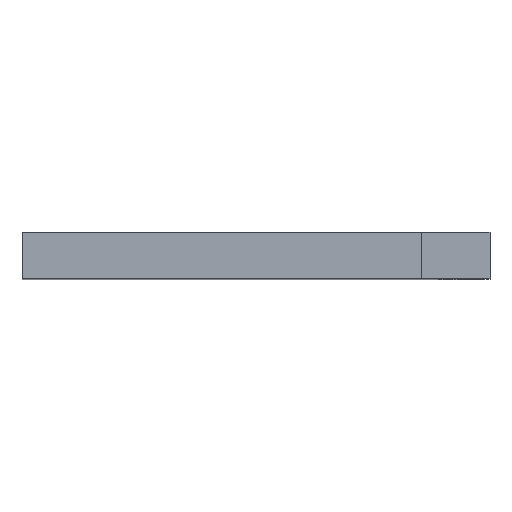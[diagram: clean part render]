
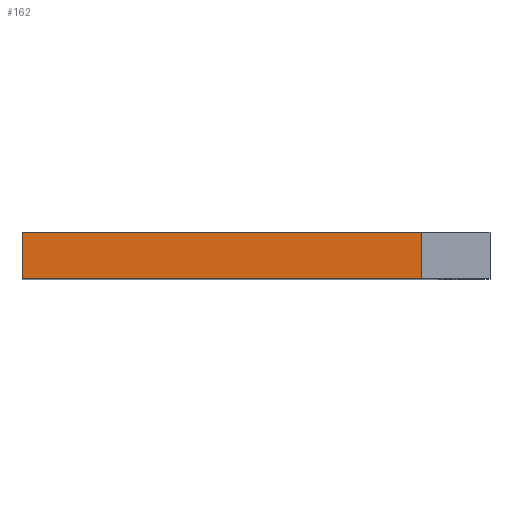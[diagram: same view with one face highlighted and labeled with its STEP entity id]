
A CAD part, top view. The second image highlights one B-rep face of the part: STEP entity #162.
In plain terms, the highlighted planar face has unit normal (0, 0, 1).
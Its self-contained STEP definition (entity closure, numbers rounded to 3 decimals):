
#58 = VERTEX_POINT ( 'NONE', #269 ) ;
#62 = EDGE_CURVE ( 'NONE', #148, #58, #272, .T. ) ;
#72 = VERTEX_POINT ( 'NONE', #411 ) ;
#78 = VERTEX_POINT ( 'NONE', #294 ) ;
#86 = VECTOR ( 'NONE', #432, 1000. ) ;
#120 = EDGE_LOOP ( 'NONE', ( #342, #263, #548, #565 ) ) ;
#127 = EDGE_CURVE ( 'NONE', #72, #78, #658, .T. ) ;
#134 = EDGE_CURVE ( 'NONE', #78, #58, #648, .T. ) ;
#148 = VERTEX_POINT ( 'NONE', #434 ) ;
#162 = ADVANCED_FACE ( 'NONE', ( #335 ), #381, .T. ) ;
#243 = CARTESIAN_POINT ( 'NONE',  ( 0., 4., 0. ) ) ;
#257 = DIRECTION ( 'NONE',  ( 1., 0., 0. ) ) ;
#258 = DIRECTION ( 'NONE',  ( 0., 0., 1. ) ) ;
#263 = ORIENTED_EDGE ( 'NONE', *, *, #127, .F. ) ;
#269 = CARTESIAN_POINT ( 'NONE',  ( 0., 0., 0. ) ) ;
#270 = CARTESIAN_POINT ( 'NONE',  ( 0., 4., 0. ) ) ;
#272 = LINE ( 'NONE', #243, #469 ) ;
#294 = CARTESIAN_POINT ( 'NONE',  ( 34.535, 0., 0. ) ) ;
#296 = DIRECTION ( 'NONE',  ( 0., -1., 0. ) ) ;
#299 = CARTESIAN_POINT ( 'NONE',  ( 0., 0., 0. ) ) ;
#335 = FACE_OUTER_BOUND ( 'NONE', #120, .T. ) ;
#342 = ORIENTED_EDGE ( 'NONE', *, *, #134, .F. ) ;
#381 = PLANE ( 'NONE',  #616 ) ;
#399 = CARTESIAN_POINT ( 'NONE',  ( 34.535, 4., 0. ) ) ;
#406 = EDGE_CURVE ( 'NONE', #72, #148, #689, .T. ) ;
#411 = CARTESIAN_POINT ( 'NONE',  ( 34.535, 4., 0. ) ) ;
#417 = DIRECTION ( 'NONE',  ( -1., 0., 0. ) ) ;
#432 = DIRECTION ( 'NONE',  ( 0., -1., 0. ) ) ;
#434 = CARTESIAN_POINT ( 'NONE',  ( 0., 4., 0. ) ) ;
#469 = VECTOR ( 'NONE', #296, 1000. ) ;
#548 = ORIENTED_EDGE ( 'NONE', *, *, #406, .T. ) ;
#554 = VECTOR ( 'NONE', #637, 1000. ) ;
#565 = ORIENTED_EDGE ( 'NONE', *, *, #62, .T. ) ;
#616 = AXIS2_PLACEMENT_3D ( 'NONE', #270, #258, #257 ) ;
#632 = CARTESIAN_POINT ( 'NONE',  ( 0., 4., 0. ) ) ;
#637 = DIRECTION ( 'NONE',  ( -1., 0., 0. ) ) ;
#645 = VECTOR ( 'NONE', #417, 1000. ) ;
#648 = LINE ( 'NONE', #299, #645 ) ;
#658 = LINE ( 'NONE', #399, #86 ) ;
#689 = LINE ( 'NONE', #632, #554 ) ;
